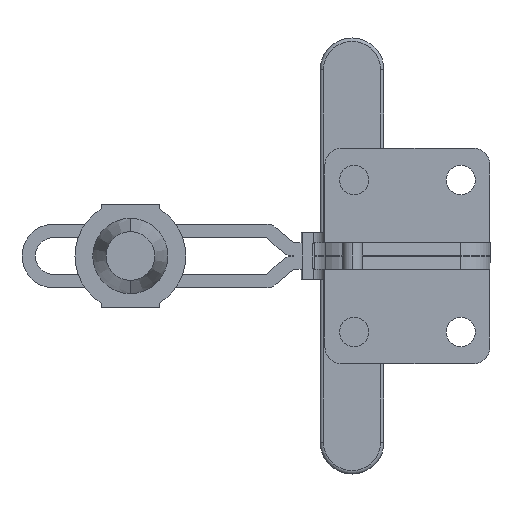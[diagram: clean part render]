
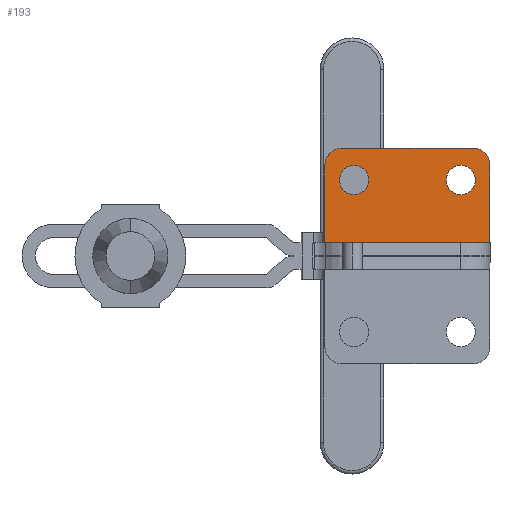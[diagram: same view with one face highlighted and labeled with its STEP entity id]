
A CAD part, front view. The second image highlights one B-rep face of the part: STEP entity #193.
In plain terms, the highlighted planar face has unit normal (0, -1, 0).
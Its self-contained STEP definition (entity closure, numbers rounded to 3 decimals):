
#180 = CARTESIAN_POINT ( 'NONE',  ( -44.2, 0., 32.15 ) ) ;
#193 = ADVANCED_FACE ( 'NONE', ( #5490, #533, #6379 ), #552, .F. ) ;
#253 = CIRCLE ( 'NONE', #3495, 4.35 ) ;
#401 = CARTESIAN_POINT ( 'NONE',  ( -49.2, 0., 4. ) ) ;
#533 = FACE_BOUND ( 'NONE', #9230, .T. ) ;
#552 = PLANE ( 'NONE',  #10254 ) ;
#630 = DIRECTION ( 'NONE',  ( 0., 0., -1. ) ) ;
#880 = DIRECTION ( 'NONE',  ( 0., 0., 1. ) ) ;
#916 = DIRECTION ( 'NONE',  ( 0., 1., 0. ) ) ;
#961 = CARTESIAN_POINT ( 'NONE',  ( -49.2, 0., 7. ) ) ;
#976 = ORIENTED_EDGE ( 'NONE', *, *, #11687, .F. ) ;
#1066 = CARTESIAN_POINT ( 'NONE',  ( -49.2, 0., 7. ) ) ;
#1182 = DIRECTION ( 'NONE',  ( 0., 0., -1. ) ) ;
#1203 = EDGE_CURVE ( 'NONE', #9306, #7138, #10634, .T. ) ;
#1233 = AXIS2_PLACEMENT_3D ( 'NONE', #8407, #8404, #8393 ) ;
#1478 = CARTESIAN_POINT ( 'NONE',  ( -40.5, 0., 18.3 ) ) ;
#1555 = DIRECTION ( 'NONE',  ( 0., -1., 0. ) ) ;
#1760 = EDGE_CURVE ( 'NONE', #7773, #11125, #5740, .T. ) ;
#2242 = DIRECTION ( 'NONE',  ( 0., 0., -1. ) ) ;
#2665 = CIRCLE ( 'NONE', #9496, 4.35 ) ;
#2682 = VERTEX_POINT ( 'NONE', #8181 ) ;
#2869 = VERTEX_POINT ( 'NONE', #401 ) ;
#2870 = CARTESIAN_POINT ( 'NONE',  ( 0., 0., 4. ) ) ;
#2990 = VECTOR ( 'NONE', #2242, 1000. ) ;
#2997 = CARTESIAN_POINT ( 'NONE',  ( 0., 0., 7. ) ) ;
#3159 = CARTESIAN_POINT ( 'NONE',  ( -44.2, 0., 32.15 ) ) ;
#3202 = DIRECTION ( 'NONE',  ( -1., 0., 0. ) ) ;
#3495 = AXIS2_PLACEMENT_3D ( 'NONE', #11681, #6233, #630 ) ;
#3657 = EDGE_CURVE ( 'NONE', #2682, #7773, #7143, .T. ) ;
#3838 = EDGE_LOOP ( 'NONE', ( #976, #11506 ) ) ;
#3870 = ORIENTED_EDGE ( 'NONE', *, *, #7717, .F. ) ;
#3981 = DIRECTION ( 'NONE',  ( 0., 0., -1. ) ) ;
#4141 = EDGE_CURVE ( 'NONE', #7903, #8357, #5495, .T. ) ;
#4363 = CIRCLE ( 'NONE', #4809, 4.35 ) ;
#4615 = VECTOR ( 'NONE', #3202, 1000. ) ;
#4809 = AXIS2_PLACEMENT_3D ( 'NONE', #7193, #1555, #8127 ) ;
#4943 = AXIS2_PLACEMENT_3D ( 'NONE', #8741, #10364, #5286 ) ;
#5286 = DIRECTION ( 'NONE',  ( 0., 0., -1. ) ) ;
#5382 = VERTEX_POINT ( 'NONE', #7419 ) ;
#5490 = FACE_BOUND ( 'NONE', #3838, .T. ) ;
#5495 = LINE ( 'NONE', #2997, #2990 ) ;
#5615 = ORIENTED_EDGE ( 'NONE', *, *, #1760, .T. ) ;
#5740 = CIRCLE ( 'NONE', #4943, 5. ) ;
#5819 = ORIENTED_EDGE ( 'NONE', *, *, #3657, .T. ) ;
#5857 = CIRCLE ( 'NONE', #1233, 5. ) ;
#6195 = EDGE_CURVE ( 'NONE', #7903, #2682, #5857, .T. ) ;
#6233 = DIRECTION ( 'NONE',  ( 0., -1., 0. ) ) ;
#6332 = VERTEX_POINT ( 'NONE', #7128 ) ;
#6362 = LINE ( 'NONE', #1066, #10932 ) ;
#6379 = FACE_OUTER_BOUND ( 'NONE', #8778, .T. ) ;
#6432 = LINE ( 'NONE', #8608, #8042 ) ;
#7044 = DIRECTION ( 'NONE',  ( 0., -1., 0. ) ) ;
#7128 = CARTESIAN_POINT ( 'NONE',  ( -8.7, 0., 27. ) ) ;
#7138 = VERTEX_POINT ( 'NONE', #1478 ) ;
#7143 = LINE ( 'NONE', #3159, #4615 ) ;
#7193 = CARTESIAN_POINT ( 'NONE',  ( -8.7, 0., 22.65 ) ) ;
#7221 = EDGE_CURVE ( 'NONE', #11125, #2869, #6362, .T. ) ;
#7419 = CARTESIAN_POINT ( 'NONE',  ( -8.7, 0., 18.3 ) ) ;
#7717 = EDGE_CURVE ( 'NONE', #6332, #5382, #2665, .T. ) ;
#7773 = VERTEX_POINT ( 'NONE', #180 ) ;
#7903 = VERTEX_POINT ( 'NONE', #9666 ) ;
#8042 = VECTOR ( 'NONE', #8695, 1000. ) ;
#8127 = DIRECTION ( 'NONE',  ( 0., 0., -1. ) ) ;
#8168 = CARTESIAN_POINT ( 'NONE',  ( -40.5, 0., 27. ) ) ;
#8181 = CARTESIAN_POINT ( 'NONE',  ( -5., 0., 32.15 ) ) ;
#8353 = CARTESIAN_POINT ( 'NONE',  ( -40.5, 0., 22.65 ) ) ;
#8357 = VERTEX_POINT ( 'NONE', #2870 ) ;
#8393 = DIRECTION ( 'NONE',  ( 0., 0., -1. ) ) ;
#8404 = DIRECTION ( 'NONE',  ( 0., -1., 0. ) ) ;
#8407 = CARTESIAN_POINT ( 'NONE',  ( -5., 0., 27.15 ) ) ;
#8608 = CARTESIAN_POINT ( 'NONE',  ( -52., 0., 4. ) ) ;
#8695 = DIRECTION ( 'NONE',  ( 1., 0., 0. ) ) ;
#8741 = CARTESIAN_POINT ( 'NONE',  ( -44.2, 0., 27.15 ) ) ;
#8778 = EDGE_LOOP ( 'NONE', ( #11304, #11198, #10844, #10103, #5819, #5615 ) ) ;
#8786 = ORIENTED_EDGE ( 'NONE', *, *, #11073, .F. ) ;
#9230 = EDGE_LOOP ( 'NONE', ( #8786, #3870 ) ) ;
#9260 = EDGE_CURVE ( 'NONE', #2869, #8357, #6432, .T. ) ;
#9306 = VERTEX_POINT ( 'NONE', #8168 ) ;
#9496 = AXIS2_PLACEMENT_3D ( 'NONE', #11232, #11219, #11206 ) ;
#9666 = CARTESIAN_POINT ( 'NONE',  ( 0., 0., 27.15 ) ) ;
#10103 = ORIENTED_EDGE ( 'NONE', *, *, #6195, .T. ) ;
#10254 = AXIS2_PLACEMENT_3D ( 'NONE', #961, #916, #880 ) ;
#10364 = DIRECTION ( 'NONE',  ( 0., -1., 0. ) ) ;
#10586 = AXIS2_PLACEMENT_3D ( 'NONE', #8353, #7044, #3981 ) ;
#10634 = CIRCLE ( 'NONE', #10586, 4.35 ) ;
#10844 = ORIENTED_EDGE ( 'NONE', *, *, #4141, .F. ) ;
#10871 = CARTESIAN_POINT ( 'NONE',  ( -49.2, 0., 27.15 ) ) ;
#10932 = VECTOR ( 'NONE', #1182, 1000. ) ;
#11073 = EDGE_CURVE ( 'NONE', #5382, #6332, #4363, .T. ) ;
#11125 = VERTEX_POINT ( 'NONE', #10871 ) ;
#11198 = ORIENTED_EDGE ( 'NONE', *, *, #9260, .T. ) ;
#11206 = DIRECTION ( 'NONE',  ( 0., 0., -1. ) ) ;
#11219 = DIRECTION ( 'NONE',  ( 0., -1., 0. ) ) ;
#11232 = CARTESIAN_POINT ( 'NONE',  ( -8.7, 0., 22.65 ) ) ;
#11304 = ORIENTED_EDGE ( 'NONE', *, *, #7221, .T. ) ;
#11506 = ORIENTED_EDGE ( 'NONE', *, *, #1203, .F. ) ;
#11681 = CARTESIAN_POINT ( 'NONE',  ( -40.5, 0., 22.65 ) ) ;
#11687 = EDGE_CURVE ( 'NONE', #7138, #9306, #253, .T. ) ;
